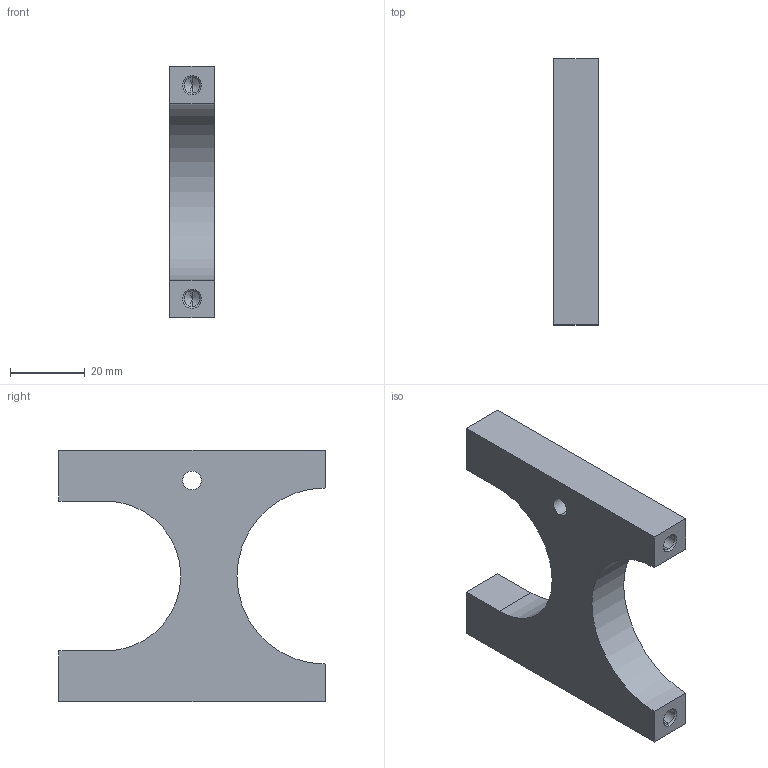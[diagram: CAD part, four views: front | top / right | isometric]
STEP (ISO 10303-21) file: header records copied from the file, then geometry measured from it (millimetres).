
FILE_DESCRIPTION (( 'STEP AP203' ), '1' );
FILE_NAME ('idler saddle v4.STEP', '2017-03-10T10:33:20', ( '' ), ( '' ), 'SwSTEP 2.0', 'SolidWorks 2015', '' );
FILE_SCHEMA (( 'CONFIG_CONTROL_DESIGN' ));
Length unit declared in the file: millimetre
Products named in the file (1): idler saddle v4
Bounding box: 12 x 71 x 67 mm (x, y, z)
Volume: 31997.7 mm3; surface area: 10707.9 mm2
Topology: 1 solids, 1 shells, 38 faces, 92 edges, 52 vertices
Faces by surface type: cone 16, cylinder 12, plane 10
Entity records: 1125 total; most frequent: DIRECTION 194, CARTESIAN_POINT 175, ORIENTED_EDGE 168, EDGE_CURVE 84, AXIS2_PLACEMENT_3D 71, VECTOR 52, LINE 52, VERTEX_POINT 52
